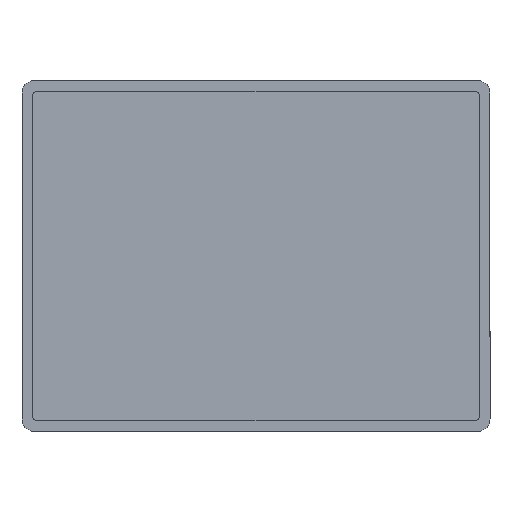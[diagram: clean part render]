
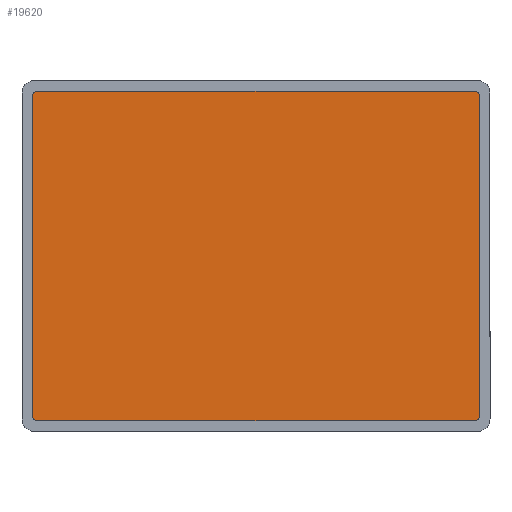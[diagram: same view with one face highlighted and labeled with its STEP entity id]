
A CAD part, front view. The second image highlights one B-rep face of the part: STEP entity #19620.
In plain terms, the highlighted planar face has unit normal (0, -1, 0).
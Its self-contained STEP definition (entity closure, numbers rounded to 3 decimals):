
#252 = CARTESIAN_POINT ( 'NONE',  ( -373., 0., 273. ) ) ;
#552 = DIRECTION ( 'NONE',  ( 0., 0., 1. ) ) ;
#659 = LINE ( 'NONE', #20584, #10916 ) ;
#688 = LINE ( 'NONE', #8982, #23537 ) ;
#933 = EDGE_CURVE ( 'NONE', #2577, #23219, #13370, .T. ) ;
#974 = ORIENTED_EDGE ( 'NONE', *, *, #24927, .F. ) ;
#987 = CARTESIAN_POINT ( 'NONE',  ( 382., 0., 273. ) ) ;
#1721 = DIRECTION ( 'NONE',  ( 0., 0., 1. ) ) ;
#2577 = VERTEX_POINT ( 'NONE', #16983 ) ;
#2848 = AXIS2_PLACEMENT_3D ( 'NONE', #22104, #5743, #18016 ) ;
#3597 = VERTEX_POINT ( 'NONE', #6088 ) ;
#3810 = EDGE_CURVE ( 'NONE', #20656, #3597, #21105, .T. ) ;
#4287 = CARTESIAN_POINT ( 'NONE',  ( 373., 0., -282. ) ) ;
#4485 = CARTESIAN_POINT ( 'NONE',  ( 373., 0., -273. ) ) ;
#5470 = CIRCLE ( 'NONE', #12223, 9. ) ;
#5743 = DIRECTION ( 'NONE',  ( 0., 1., 0. ) ) ;
#6088 = CARTESIAN_POINT ( 'NONE',  ( -382., 0., -273. ) ) ;
#6109 = EDGE_CURVE ( 'NONE', #3597, #21169, #688, .T. ) ;
#6314 = DIRECTION ( 'NONE',  ( 0., 0., 1. ) ) ;
#6481 = EDGE_CURVE ( 'NONE', #23219, #24389, #659, .T. ) ;
#6576 = DIRECTION ( 'NONE',  ( 0., 0., -1. ) ) ;
#6758 = DIRECTION ( 'NONE',  ( 0., 0., 1. ) ) ;
#7604 = FACE_OUTER_BOUND ( 'NONE', #7856, .T. ) ;
#7644 = CARTESIAN_POINT ( 'NONE',  ( 373., 0., 273. ) ) ;
#7856 = EDGE_LOOP ( 'NONE', ( #22291, #10737, #974, #16063, #25692, #18009, #19282, #20800 ) ) ;
#8457 = EDGE_CURVE ( 'NONE', #21169, #17380, #5470, .T. ) ;
#8982 = CARTESIAN_POINT ( 'NONE',  ( -382., 0., 273. ) ) ;
#9017 = CARTESIAN_POINT ( 'NONE',  ( -373., 0., -282. ) ) ;
#10039 = EDGE_CURVE ( 'NONE', #17380, #2577, #14190, .T. ) ;
#10159 = AXIS2_PLACEMENT_3D ( 'NONE', #25454, #19411, #11852 ) ;
#10361 = DIRECTION ( 'NONE',  ( 1., 0., 0. ) ) ;
#10389 = DIRECTION ( 'NONE',  ( 0., 1., 0. ) ) ;
#10737 = ORIENTED_EDGE ( 'NONE', *, *, #24276, .F. ) ;
#10845 = AXIS2_PLACEMENT_3D ( 'NONE', #7644, #23470, #1721 ) ;
#10916 = VECTOR ( 'NONE', #6576, 1000. ) ;
#11443 = CARTESIAN_POINT ( 'NONE',  ( -373., 0., -282. ) ) ;
#11852 = DIRECTION ( 'NONE',  ( 0., 0., 1. ) ) ;
#12197 = VECTOR ( 'NONE', #17061, 1000. ) ;
#12223 = AXIS2_PLACEMENT_3D ( 'NONE', #252, #10389, #6314 ) ;
#13370 = CIRCLE ( 'NONE', #10845, 9. ) ;
#14190 = LINE ( 'NONE', #18030, #20951 ) ;
#15629 = CARTESIAN_POINT ( 'NONE',  ( 382., 0., -273. ) ) ;
#15845 = VERTEX_POINT ( 'NONE', #4287 ) ;
#16063 = ORIENTED_EDGE ( 'NONE', *, *, #6481, .F. ) ;
#16983 = CARTESIAN_POINT ( 'NONE',  ( 373., 0., 282. ) ) ;
#17061 = DIRECTION ( 'NONE',  ( -1., 0., 0. ) ) ;
#17380 = VERTEX_POINT ( 'NONE', #26014 ) ;
#18009 = ORIENTED_EDGE ( 'NONE', *, *, #10039, .F. ) ;
#18016 = DIRECTION ( 'NONE',  ( 0., 0., 1. ) ) ;
#18030 = CARTESIAN_POINT ( 'NONE',  ( -373., 0., 282. ) ) ;
#18131 = CARTESIAN_POINT ( 'NONE',  ( -382., 0., 273. ) ) ;
#18736 = DIRECTION ( 'NONE',  ( 0., 1., 0. ) ) ;
#19282 = ORIENTED_EDGE ( 'NONE', *, *, #8457, .F. ) ;
#19411 = DIRECTION ( 'NONE',  ( 0., 1., 0. ) ) ;
#19620 = ADVANCED_FACE ( 'NONE', ( #7604 ), #26062, .F. ) ;
#19816 = AXIS2_PLACEMENT_3D ( 'NONE', #4485, #18736, #552 ) ;
#20584 = CARTESIAN_POINT ( 'NONE',  ( 382., 0., 273. ) ) ;
#20656 = VERTEX_POINT ( 'NONE', #11443 ) ;
#20800 = ORIENTED_EDGE ( 'NONE', *, *, #6109, .F. ) ;
#20951 = VECTOR ( 'NONE', #10361, 1000. ) ;
#21105 = CIRCLE ( 'NONE', #10159, 9. ) ;
#21169 = VERTEX_POINT ( 'NONE', #18131 ) ;
#21688 = LINE ( 'NONE', #9017, #12197 ) ;
#22104 = CARTESIAN_POINT ( 'NONE',  ( -373., 0., -273. ) ) ;
#22291 = ORIENTED_EDGE ( 'NONE', *, *, #3810, .F. ) ;
#23219 = VERTEX_POINT ( 'NONE', #987 ) ;
#23470 = DIRECTION ( 'NONE',  ( 0., 1., 0. ) ) ;
#23537 = VECTOR ( 'NONE', #6758, 1000. ) ;
#23601 = CIRCLE ( 'NONE', #19816, 9. ) ;
#24276 = EDGE_CURVE ( 'NONE', #15845, #20656, #21688, .T. ) ;
#24389 = VERTEX_POINT ( 'NONE', #15629 ) ;
#24927 = EDGE_CURVE ( 'NONE', #24389, #15845, #23601, .T. ) ;
#25454 = CARTESIAN_POINT ( 'NONE',  ( -373., 0., -273. ) ) ;
#25692 = ORIENTED_EDGE ( 'NONE', *, *, #933, .F. ) ;
#26014 = CARTESIAN_POINT ( 'NONE',  ( -373., 0., 282. ) ) ;
#26062 = PLANE ( 'NONE',  #2848 ) ;
